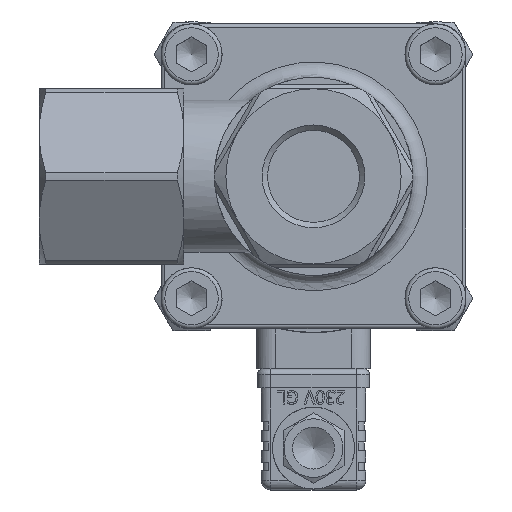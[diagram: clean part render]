
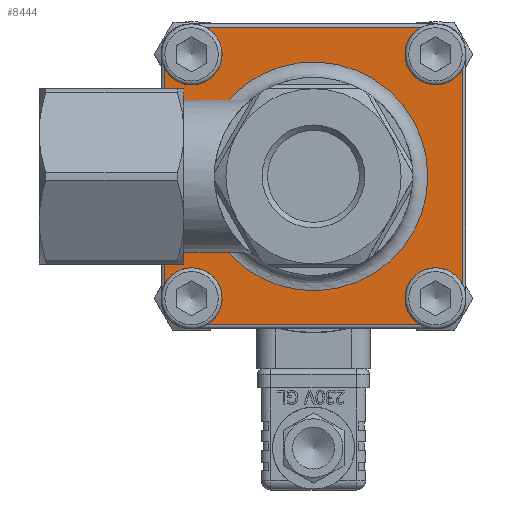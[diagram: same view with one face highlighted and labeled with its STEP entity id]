
A CAD part, left-side view. The second image highlights one B-rep face of the part: STEP entity #8444.
In plain terms, the highlighted planar face has unit normal (-1, 0, 0).
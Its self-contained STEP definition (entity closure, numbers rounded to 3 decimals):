
#63=(
BOUNDED_CURVE()
B_SPLINE_CURVE(2,(#14072,#14073,#14074),.UNSPECIFIED.,.F.,.F.)
B_SPLINE_CURVE_WITH_KNOTS((3,3),(0.401,0.633),
 .UNSPECIFIED.)
CURVE()
GEOMETRIC_REPRESENTATION_ITEM()
RATIONAL_B_SPLINE_CURVE((1.003,1.002,1.))
REPRESENTATION_ITEM('')
);
#64=(
BOUNDED_CURVE()
B_SPLINE_CURVE(2,(#14086,#14087,#14088),.UNSPECIFIED.,.F.,.F.)
B_SPLINE_CURVE_WITH_KNOTS((3,3),(0.,0.232),.UNSPECIFIED.)
CURVE()
GEOMETRIC_REPRESENTATION_ITEM()
RATIONAL_B_SPLINE_CURVE((1.,1.002,1.003))
REPRESENTATION_ITEM('')
);
#447=PLANE('',#9081);
#951=FACE_OUTER_BOUND('',#1436,.T.);
#1436=EDGE_LOOP('',(#6721,#6722,#6723,#6724,#6725,#6726,#6727,#6728,#6729,
#6730,#6731,#6732,#6733,#6734,#6735,#6736,#6737,#6738,#6739,#6740,#6741));
#1803=CIRCLE('',#9027,8.);
#1804=CIRCLE('',#9028,8.);
#1824=CIRCLE('',#9073,8.);
#1825=CIRCLE('',#9082,30.);
#1826=CIRCLE('',#9083,8.);
#1827=CIRCLE('',#9084,8.);
#1828=CIRCLE('',#9085,8.);
#1829=CIRCLE('',#9086,8.);
#2419=LINE('',#14068,#3044);
#2420=LINE('',#14070,#3045);
#2421=LINE('',#14076,#3046);
#2422=LINE('',#14078,#3047);
#2423=LINE('',#14082,#3048);
#2424=LINE('',#14084,#3049);
#2425=LINE('',#14090,#3050);
#2426=LINE('',#14091,#3051);
#2427=LINE('',#14093,#3052);
#2428=LINE('',#14099,#3053);
#2429=LINE('',#14104,#3054);
#3044=VECTOR('',#10700,10.);
#3045=VECTOR('',#10701,10.);
#3046=VECTOR('',#10702,10.);
#3047=VECTOR('',#10703,10.);
#3048=VECTOR('',#10706,10.);
#3049=VECTOR('',#10707,10.);
#3050=VECTOR('',#10708,10.);
#3051=VECTOR('',#10709,10.);
#3052=VECTOR('',#10710,10.);
#3053=VECTOR('',#10715,10.);
#3054=VECTOR('',#10720,10.);
#3722=VERTEX_POINT('',#13801);
#3724=VERTEX_POINT('',#13804);
#3736=VERTEX_POINT('',#13836);
#3772=VERTEX_POINT('',#13985);
#3774=VERTEX_POINT('',#13989);
#3794=VERTEX_POINT('',#14067);
#3795=VERTEX_POINT('',#14069);
#3796=VERTEX_POINT('',#14071);
#3797=VERTEX_POINT('',#14075);
#3798=VERTEX_POINT('',#14077);
#3799=VERTEX_POINT('',#14079);
#3800=VERTEX_POINT('',#14081);
#3801=VERTEX_POINT('',#14083);
#3802=VERTEX_POINT('',#14085);
#3803=VERTEX_POINT('',#14089);
#3804=VERTEX_POINT('',#14092);
#3805=VERTEX_POINT('',#14094);
#3806=VERTEX_POINT('',#14096);
#3807=VERTEX_POINT('',#14098);
#3808=VERTEX_POINT('',#14100);
#3809=VERTEX_POINT('',#14102);
#4736=EDGE_CURVE('',#3724,#3736,#1803,.T.);
#4737=EDGE_CURVE('',#3736,#3722,#1804,.T.);
#4808=EDGE_CURVE('',#3772,#3774,#1824,.T.);
#4824=EDGE_CURVE('',#3794,#3722,#2419,.T.);
#4825=EDGE_CURVE('',#3795,#3794,#2420,.T.);
#4826=EDGE_CURVE('',#3795,#3796,#63,.T.);
#4827=EDGE_CURVE('',#3796,#3797,#2421,.T.);
#4828=EDGE_CURVE('',#3797,#3798,#2422,.T.);
#4829=EDGE_CURVE('',#3799,#3798,#1825,.T.);
#4830=EDGE_CURVE('',#3799,#3800,#2423,.T.);
#4831=EDGE_CURVE('',#3800,#3801,#2424,.T.);
#4832=EDGE_CURVE('',#3801,#3802,#64,.T.);
#4833=EDGE_CURVE('',#3803,#3802,#2425,.T.);
#4834=EDGE_CURVE('',#3772,#3803,#2426,.T.);
#4835=EDGE_CURVE('',#3804,#3774,#2427,.T.);
#4836=EDGE_CURVE('',#3804,#3805,#1826,.T.);
#4837=EDGE_CURVE('',#3805,#3806,#1827,.T.);
#4838=EDGE_CURVE('',#3807,#3806,#2428,.T.);
#4839=EDGE_CURVE('',#3807,#3808,#1828,.T.);
#4840=EDGE_CURVE('',#3808,#3809,#1829,.T.);
#4841=EDGE_CURVE('',#3724,#3809,#2429,.T.);
#6721=ORIENTED_EDGE('',*,*,#4736,.T.);
#6722=ORIENTED_EDGE('',*,*,#4737,.T.);
#6723=ORIENTED_EDGE('',*,*,#4824,.F.);
#6724=ORIENTED_EDGE('',*,*,#4825,.F.);
#6725=ORIENTED_EDGE('',*,*,#4826,.T.);
#6726=ORIENTED_EDGE('',*,*,#4827,.T.);
#6727=ORIENTED_EDGE('',*,*,#4828,.T.);
#6728=ORIENTED_EDGE('',*,*,#4829,.F.);
#6729=ORIENTED_EDGE('',*,*,#4830,.T.);
#6730=ORIENTED_EDGE('',*,*,#4831,.T.);
#6731=ORIENTED_EDGE('',*,*,#4832,.T.);
#6732=ORIENTED_EDGE('',*,*,#4833,.F.);
#6733=ORIENTED_EDGE('',*,*,#4834,.F.);
#6734=ORIENTED_EDGE('',*,*,#4808,.T.);
#6735=ORIENTED_EDGE('',*,*,#4835,.F.);
#6736=ORIENTED_EDGE('',*,*,#4836,.T.);
#6737=ORIENTED_EDGE('',*,*,#4837,.T.);
#6738=ORIENTED_EDGE('',*,*,#4838,.F.);
#6739=ORIENTED_EDGE('',*,*,#4839,.T.);
#6740=ORIENTED_EDGE('',*,*,#4840,.T.);
#6741=ORIENTED_EDGE('',*,*,#4841,.F.);
#8444=ADVANCED_FACE('',(#951),#447,.T.);
#9027=AXIS2_PLACEMENT_3D('',#13837,#10550,#10551);
#9028=AXIS2_PLACEMENT_3D('',#13838,#10552,#10553);
#9073=AXIS2_PLACEMENT_3D('',#14021,#10674,#10675);
#9081=AXIS2_PLACEMENT_3D('',#14066,#10698,#10699);
#9082=AXIS2_PLACEMENT_3D('',#14080,#10704,#10705);
#9083=AXIS2_PLACEMENT_3D('',#14095,#10711,#10712);
#9084=AXIS2_PLACEMENT_3D('',#14097,#10713,#10714);
#9085=AXIS2_PLACEMENT_3D('',#14101,#10716,#10717);
#9086=AXIS2_PLACEMENT_3D('',#14103,#10718,#10719);
#10550=DIRECTION('center_axis',(1.,0.,0.));
#10551=DIRECTION('ref_axis',(0.,-0.5,0.866));
#10552=DIRECTION('center_axis',(1.,0.,0.));
#10553=DIRECTION('ref_axis',(0.,-0.5,0.866));
#10674=DIRECTION('center_axis',(1.,0.,0.));
#10675=DIRECTION('ref_axis',(0.,-0.5,0.866));
#10698=DIRECTION('center_axis',(-1.,0.,0.));
#10699=DIRECTION('ref_axis',(0.,0.,1.));
#10700=DIRECTION('',(0.,0.,1.));
#10701=DIRECTION('',(0.,1.,0.));
#10702=DIRECTION('',(0.,0.,-1.));
#10703=DIRECTION('',(0.,-1.,0.));
#10704=DIRECTION('center_axis',(-1.,0.,0.));
#10705=DIRECTION('ref_axis',(0.,-1.,0.));
#10706=DIRECTION('',(0.,1.,0.));
#10707=DIRECTION('',(0.,0.,-1.));
#10708=DIRECTION('',(0.,-1.,0.));
#10709=DIRECTION('',(0.,0.,1.));
#10710=DIRECTION('',(0.,1.,0.));
#10711=DIRECTION('center_axis',(1.,0.,0.));
#10712=DIRECTION('ref_axis',(0.,-0.5,0.866));
#10713=DIRECTION('center_axis',(1.,0.,0.));
#10714=DIRECTION('ref_axis',(0.,-0.5,0.866));
#10715=DIRECTION('',(0.,0.,-1.));
#10716=DIRECTION('center_axis',(1.,0.,0.));
#10717=DIRECTION('ref_axis',(0.,-0.5,0.866));
#10718=DIRECTION('center_axis',(1.,0.,0.));
#10719=DIRECTION('ref_axis',(0.,-0.5,0.866));
#10720=DIRECTION('',(0.,-1.,0.));
#13801=CARTESIAN_POINT('',(61.2,39.,28.127));
#13804=CARTESIAN_POINT('',(61.2,28.127,39.));
#13836=CARTESIAN_POINT('',(61.2,36.,25.072));
#13837=CARTESIAN_POINT('Origin',(61.2,32.,32.));
#13838=CARTESIAN_POINT('Origin',(61.2,32.,32.));
#13985=CARTESIAN_POINT('',(61.2,39.,-28.127));
#13989=CARTESIAN_POINT('',(61.2,28.127,-39.));
#14021=CARTESIAN_POINT('Origin',(61.2,32.,-32.));
#14066=CARTESIAN_POINT('Origin',(61.2,45.5,0.));
#14067=CARTESIAN_POINT('',(61.2,39.,18.807));
#14068=CARTESIAN_POINT('',(61.2,39.,20.));
#14069=CARTESIAN_POINT('',(61.2,34.865,18.807));
#14070=CARTESIAN_POINT('',(61.2,53.484,18.807));
#14071=CARTESIAN_POINT('',(61.2,34.,16.808));
#14072=CARTESIAN_POINT('Ctrl Pts',(61.2,34.865,18.807));
#14073=CARTESIAN_POINT('Ctrl Pts',(61.2,34.408,17.776));
#14074=CARTESIAN_POINT('Ctrl Pts',(61.2,34.,16.808));
#14075=CARTESIAN_POINT('',(61.2,34.,12.39));
#14076=CARTESIAN_POINT('',(61.2,34.,0.));
#14077=CARTESIAN_POINT('',(61.2,27.322,12.39));
#14078=CARTESIAN_POINT('',(61.2,17.,12.39));
#14079=CARTESIAN_POINT('',(61.2,27.322,-12.39));
#14080=CARTESIAN_POINT('Origin',(61.2,0.,0.));
#14081=CARTESIAN_POINT('',(61.2,34.,-12.39));
#14082=CARTESIAN_POINT('',(61.2,17.,-12.39));
#14083=CARTESIAN_POINT('',(61.2,34.,-16.808));
#14084=CARTESIAN_POINT('',(61.2,34.,0.));
#14085=CARTESIAN_POINT('',(61.2,34.865,-18.807));
#14086=CARTESIAN_POINT('Ctrl Pts',(61.2,34.,-16.808));
#14087=CARTESIAN_POINT('Ctrl Pts',(61.2,34.408,-17.776));
#14088=CARTESIAN_POINT('Ctrl Pts',(61.2,34.865,-18.807));
#14089=CARTESIAN_POINT('',(61.2,39.,-18.807));
#14090=CARTESIAN_POINT('',(61.2,53.484,-18.807));
#14091=CARTESIAN_POINT('',(61.2,39.,20.));
#14092=CARTESIAN_POINT('',(61.2,-28.127,-39.));
#14093=CARTESIAN_POINT('',(61.2,42.75,-39.));
#14094=CARTESIAN_POINT('',(61.2,-28.,-38.928));
#14095=CARTESIAN_POINT('Origin',(61.2,-32.,-32.));
#14096=CARTESIAN_POINT('',(61.2,-39.,-28.127));
#14097=CARTESIAN_POINT('Origin',(61.2,-32.,-32.));
#14098=CARTESIAN_POINT('',(61.2,-39.,28.127));
#14099=CARTESIAN_POINT('',(61.2,-39.,-20.));
#14100=CARTESIAN_POINT('',(61.2,-28.,25.072));
#14101=CARTESIAN_POINT('Origin',(61.2,-32.,32.));
#14102=CARTESIAN_POINT('',(61.2,-28.127,39.));
#14103=CARTESIAN_POINT('Origin',(61.2,-32.,32.));
#14104=CARTESIAN_POINT('',(61.2,2.75,39.));
